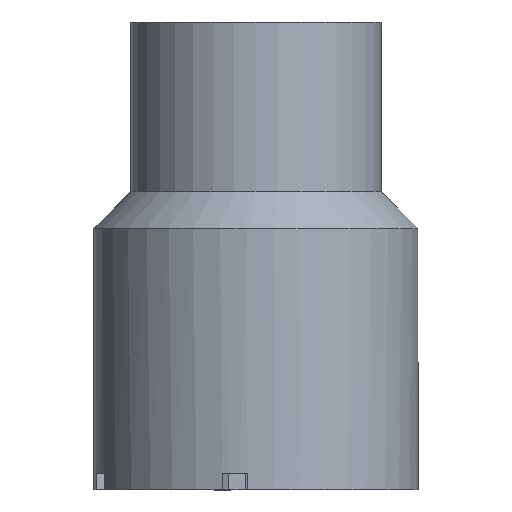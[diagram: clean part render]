
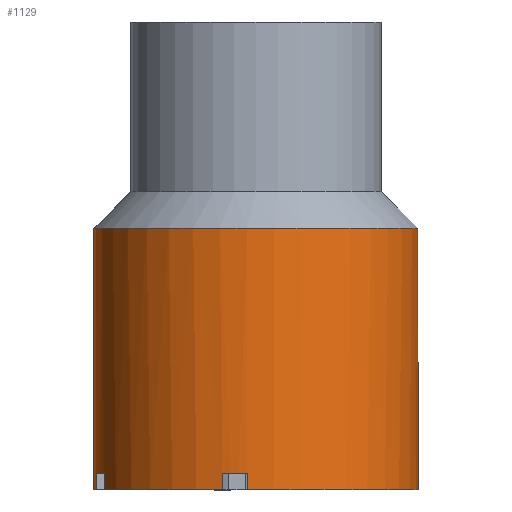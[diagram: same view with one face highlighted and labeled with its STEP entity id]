
A CAD part, front view. The second image highlights one B-rep face of the part: STEP entity #1129.
In plain terms, the highlighted cylindrical face has radius 9.7 mm (diameter 19.4 mm), a full revolution.
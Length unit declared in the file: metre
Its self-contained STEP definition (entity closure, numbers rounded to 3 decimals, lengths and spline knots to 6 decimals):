
#34=CYLINDRICAL_SURFACE('',#1244,0.0097);
#59=CIRCLE('',#1219,0.0097);
#62=CIRCLE('',#1223,0.0097);
#64=CIRCLE('',#1226,0.0097);
#66=CIRCLE('',#1229,0.0097);
#75=CIRCLE('',#1243,0.0097);
#76=CIRCLE('',#1245,0.0097);
#77=CIRCLE('',#1246,0.0097);
#78=CIRCLE('',#1247,0.0097);
#79=CIRCLE('',#1248,0.0097);
#315=ORIENTED_EDGE('',*,*,#540,.F.);
#316=ORIENTED_EDGE('',*,*,#550,.F.);
#317=ORIENTED_EDGE('',*,*,#551,.F.);
#318=ORIENTED_EDGE('',*,*,#552,.T.);
#319=ORIENTED_EDGE('',*,*,#526,.F.);
#320=ORIENTED_EDGE('',*,*,#553,.F.);
#321=ORIENTED_EDGE('',*,*,#554,.F.);
#322=ORIENTED_EDGE('',*,*,#555,.T.);
#323=ORIENTED_EDGE('',*,*,#532,.F.);
#324=ORIENTED_EDGE('',*,*,#556,.F.);
#325=ORIENTED_EDGE('',*,*,#557,.F.);
#326=ORIENTED_EDGE('',*,*,#558,.T.);
#327=ORIENTED_EDGE('',*,*,#536,.F.);
#328=ORIENTED_EDGE('',*,*,#559,.F.);
#329=ORIENTED_EDGE('',*,*,#560,.F.);
#330=ORIENTED_EDGE('',*,*,#561,.T.);
#331=ORIENTED_EDGE('',*,*,#549,.T.);
#526=EDGE_CURVE('',#657,#659,#59,.T.);
#532=EDGE_CURVE('',#664,#662,#62,.T.);
#536=EDGE_CURVE('',#668,#666,#64,.T.);
#540=EDGE_CURVE('',#672,#670,#66,.T.);
#549=EDGE_CURVE('',#674,#674,#75,.T.);
#550=EDGE_CURVE('',#675,#672,#773,.T.);
#551=EDGE_CURVE('',#676,#675,#76,.T.);
#552=EDGE_CURVE('',#676,#659,#774,.T.);
#553=EDGE_CURVE('',#677,#657,#775,.T.);
#554=EDGE_CURVE('',#678,#677,#77,.T.);
#555=EDGE_CURVE('',#678,#662,#776,.T.);
#556=EDGE_CURVE('',#679,#664,#777,.T.);
#557=EDGE_CURVE('',#680,#679,#78,.T.);
#558=EDGE_CURVE('',#680,#666,#778,.T.);
#559=EDGE_CURVE('',#681,#668,#779,.T.);
#560=EDGE_CURVE('',#682,#681,#79,.T.);
#561=EDGE_CURVE('',#682,#670,#780,.T.);
#657=VERTEX_POINT('',#1850);
#659=VERTEX_POINT('',#1853);
#662=VERTEX_POINT('',#1860);
#664=VERTEX_POINT('',#1864);
#666=VERTEX_POINT('',#1869);
#668=VERTEX_POINT('',#1873);
#670=VERTEX_POINT('',#1878);
#672=VERTEX_POINT('',#1882);
#674=VERTEX_POINT('',#1899);
#675=VERTEX_POINT('',#1902);
#676=VERTEX_POINT('',#1904);
#677=VERTEX_POINT('',#1907);
#678=VERTEX_POINT('',#1909);
#679=VERTEX_POINT('',#1912);
#680=VERTEX_POINT('',#1914);
#681=VERTEX_POINT('',#1917);
#682=VERTEX_POINT('',#1919);
#773=LINE('',#1901,#879);
#774=LINE('',#1905,#880);
#775=LINE('',#1906,#881);
#776=LINE('',#1910,#882);
#777=LINE('',#1911,#883);
#778=LINE('',#1915,#884);
#779=LINE('',#1916,#885);
#780=LINE('',#1920,#886);
#879=VECTOR('',#1524,1.);
#880=VECTOR('',#1527,1.);
#881=VECTOR('',#1528,1.);
#882=VECTOR('',#1531,1.);
#883=VECTOR('',#1532,1.);
#884=VECTOR('',#1535,1.);
#885=VECTOR('',#1536,1.);
#886=VECTOR('',#1539,1.);
#952=EDGE_LOOP('',(#315,#316,#317,#318,#319,#320,#321,#322,#323,#324,#325,
#326,#327,#328,#329,#330));
#953=EDGE_LOOP('',(#331));
#1022=FACE_BOUND('',#952,.T.);
#1023=FACE_BOUND('',#953,.T.);
#1129=ADVANCED_FACE('',(#1022,#1023),#34,.T.);
#1219=AXIS2_PLACEMENT_3D('',#1852,#1465,#1466);
#1223=AXIS2_PLACEMENT_3D('',#1865,#1476,#1477);
#1226=AXIS2_PLACEMENT_3D('',#1874,#1484,#1485);
#1229=AXIS2_PLACEMENT_3D('',#1883,#1492,#1493);
#1243=AXIS2_PLACEMENT_3D('',#1898,#1520,#1521);
#1244=AXIS2_PLACEMENT_3D('',#1900,#1522,#1523);
#1245=AXIS2_PLACEMENT_3D('',#1903,#1525,#1526);
#1246=AXIS2_PLACEMENT_3D('',#1908,#1529,#1530);
#1247=AXIS2_PLACEMENT_3D('',#1913,#1533,#1534);
#1248=AXIS2_PLACEMENT_3D('',#1918,#1537,#1538);
#1465=DIRECTION('',(0.,0.,-1.));
#1466=DIRECTION('',(0.,1.,0.));
#1476=DIRECTION('',(0.,0.,-1.));
#1477=DIRECTION('',(0.,1.,0.));
#1484=DIRECTION('',(0.,0.,-1.));
#1485=DIRECTION('',(0.,1.,0.));
#1492=DIRECTION('',(0.,0.,-1.));
#1493=DIRECTION('',(0.,1.,0.));
#1520=DIRECTION('',(0.,0.,-1.));
#1521=DIRECTION('',(0.,1.,0.));
#1522=DIRECTION('',(0.,0.,1.));
#1523=DIRECTION('',(0.,-1.,0.));
#1524=DIRECTION('',(0.,0.,1.));
#1525=DIRECTION('',(0.,0.,-1.));
#1526=DIRECTION('',(0.,1.,0.));
#1527=DIRECTION('',(0.,0.,1.));
#1528=DIRECTION('',(0.,0.,1.));
#1529=DIRECTION('',(0.,0.,-1.));
#1530=DIRECTION('',(0.,1.,0.));
#1531=DIRECTION('',(0.,0.,1.));
#1532=DIRECTION('',(0.,0.,1.));
#1533=DIRECTION('',(0.,0.,-1.));
#1534=DIRECTION('',(0.,1.,0.));
#1535=DIRECTION('',(0.,0.,1.));
#1536=DIRECTION('',(0.,0.,1.));
#1537=DIRECTION('',(0.,0.,-1.));
#1538=DIRECTION('',(0.,1.,0.));
#1539=DIRECTION('',(0.,0.,1.));
#1850=CARTESIAN_POINT('',(-0.009082,-0.003406,-0.028));
#1852=CARTESIAN_POINT('',(0.,0.,-0.028));
#1853=CARTESIAN_POINT('',(-0.009555,-0.001669,-0.028));
#1860=CARTESIAN_POINT('',(-0.002014,-0.009489,-0.028));
#1864=CARTESIAN_POINT('',(-0.000527,-0.009686,-0.028));
#1865=CARTESIAN_POINT('',(0.,0.,-0.028));
#1869=CARTESIAN_POINT('',(0.009199,0.003077,-0.028));
#1873=CARTESIAN_POINT('',(0.008373,0.004898,-0.028));
#1874=CARTESIAN_POINT('',(0.,0.,-0.028));
#1878=CARTESIAN_POINT('',(0.002169,0.009454,-0.028));
#1882=CARTESIAN_POINT('',(-0.000021,0.0097,-0.028));
#1883=CARTESIAN_POINT('',(0.,0.,-0.028));
#1898=CARTESIAN_POINT('',(0.,0.,-0.01335));
#1899=CARTESIAN_POINT('',(0.,0.0097,-0.01335));
#1900=CARTESIAN_POINT('',(0.,0.,-0.028));
#1901=CARTESIAN_POINT('',(-0.000021,0.0097,-0.029));
#1902=CARTESIAN_POINT('',(-0.000021,0.0097,-0.029));
#1903=CARTESIAN_POINT('',(0.,0.,-0.029));
#1904=CARTESIAN_POINT('',(-0.009555,-0.001669,-0.029));
#1905=CARTESIAN_POINT('',(-0.009555,-0.001669,-0.029));
#1906=CARTESIAN_POINT('',(-0.009082,-0.003406,-0.029));
#1907=CARTESIAN_POINT('',(-0.009082,-0.003406,-0.029));
#1908=CARTESIAN_POINT('',(0.,0.,-0.029));
#1909=CARTESIAN_POINT('',(-0.002014,-0.009489,-0.029));
#1910=CARTESIAN_POINT('',(-0.002014,-0.009489,-0.029));
#1911=CARTESIAN_POINT('',(-0.000527,-0.009686,-0.029));
#1912=CARTESIAN_POINT('',(-0.000527,-0.009686,-0.029));
#1913=CARTESIAN_POINT('',(0.,0.,-0.029));
#1914=CARTESIAN_POINT('',(0.009199,0.003077,-0.029));
#1915=CARTESIAN_POINT('',(0.009199,0.003077,-0.029));
#1916=CARTESIAN_POINT('',(0.008373,0.004898,-0.029));
#1917=CARTESIAN_POINT('',(0.008373,0.004898,-0.029));
#1918=CARTESIAN_POINT('',(0.,0.,-0.029));
#1919=CARTESIAN_POINT('',(0.002169,0.009454,-0.029));
#1920=CARTESIAN_POINT('',(0.002169,0.009454,-0.029));
